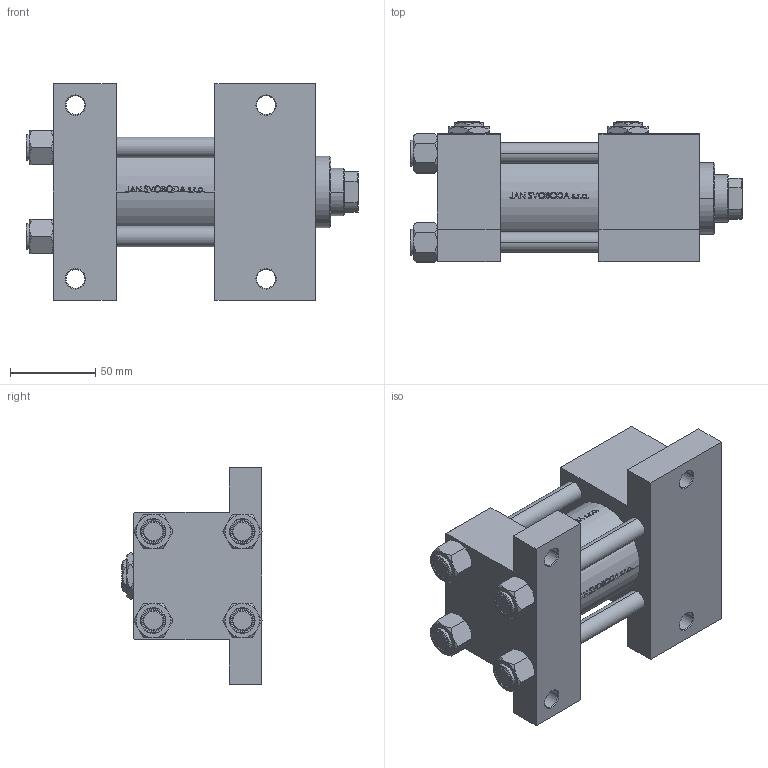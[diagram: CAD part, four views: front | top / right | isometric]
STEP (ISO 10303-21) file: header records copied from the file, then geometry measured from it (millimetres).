
FILE_DESCRIPTION (( 'STEP AP203' ), '1' );
FILE_NAME ('c0ff.STEP', '2023-08-23T15:22:41', ( '' ), ( '' ), 'SwSTEP 2.0', 'SolidWorks 2019', '' );
FILE_SCHEMA (( 'CONFIG_CONTROL_DESIGN' ));
Length unit declared in the file: millimetre
Products named in the file (7): V215CR_G_Body 029ad5341804270a678aebe5460ed495; Zatka_pro_OIL_PORT 029ad5341804270a678aebe5460ed495; V215CR_G_TYCINKA 029ad5341804270a678aebe5460ed495; V215CR_VCP_G 029ad5341804270a678aebe5460ed495; c0ff; V215_VC_A 029ad5341804270a678aebe5460ed495; NUT_M5_G 029ad5341804270a678aebe5460ed495
Assembly tree (13 placements, depth 2):
  c0ff
    V215CR_G_Body 029ad5341804270a678aebe5460ed495
    V215CR_VCP_G 029ad5341804270a678aebe5460ed495
    V215CR_G_TYCINKA 029ad5341804270a678aebe5460ed495  x4
    NUT_M5_G 029ad5341804270a678aebe5460ed495  x4
    V215_VC_A 029ad5341804270a678aebe5460ed495
    Zatka_pro_OIL_PORT 029ad5341804270a678aebe5460ed495  x2
Bounding box: 195 x 82.27 x 127 mm (x, y, z)
Volume: 773345.6 mm3; surface area: 165938.8 mm2
Topology: 13 solids, 13 shells, 1172 faces, 2944 edges, 1883 vertices
Faces by surface type: plane 476, bspline 380, cone 184, cylinder 124, torus 8
Entity records: 48939 total; most frequent: CARTESIAN_POINT 26340, ORIENTED_EDGE 5188, DIRECTION 3206, EDGE_CURVE 2594, VERTEX_POINT 1681, VECTOR 1328, LINE 1328, EDGE_LOOP 1113
